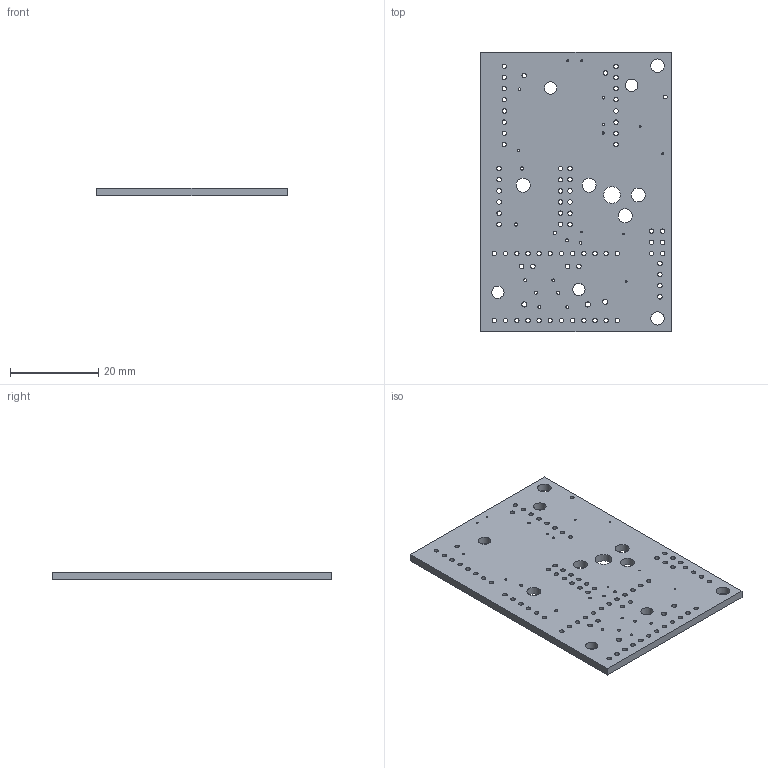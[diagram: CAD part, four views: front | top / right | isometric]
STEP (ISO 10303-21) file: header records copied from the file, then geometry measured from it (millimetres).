
FILE_DESCRIPTION(('FreeCAD Model'),'2;1');
FILE_NAME('Open CASCADE Shape Model','2023-06-26T13:18:29',('Author'),( ''),'Open CASCADE STEP processor 7.5','FreeCAD','Unknown');
FILE_SCHEMA(('AUTOMOTIVE_DESIGN { 1 0 10303 214 1 1 1 1 }'));
Length unit declared in the file: millimetre
Products named in the file (1): Body
Bounding box: 43.18 x 63.5 x 1.78 mm (x, y, z)
Volume: 4605.3 mm3; surface area: 6263.2 mm2
Topology: 1 solids, 1 shells, 118 faces, 348 edges, 232 vertices
Faces by surface type: cylinder 112, plane 6
Full cylindrical faces by diameter (mm): 0.351 x2, 0.363 x5, 0.501 x2, 0.514 x3, 0.626 x3, 0.639 x3, 0.726 x2, 0.739 x3, 0.889 x1, 1.002 x14, 1.014 x30, 1.027 x30, 1.152 x1, 1.177 x2, 2.78 x1, 2.793 x2, 2.806 x1, 3.043 x1, 3.056 x1, 3.156 x1, 3.169 x2, 3.181 x1, 3.807 x1
Entity records: 9406 total; most frequent: CARTESIAN_POINT 2067, DIRECTION 1394, ORIENTED_EDGE 696, PCURVE 696, DEFINITIONAL_REPRESENTATION 696, LINE 596, VECTOR 596, EDGE_CURVE 348
